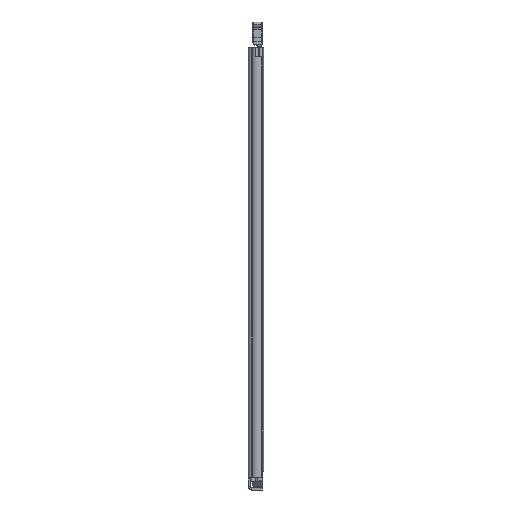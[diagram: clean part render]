
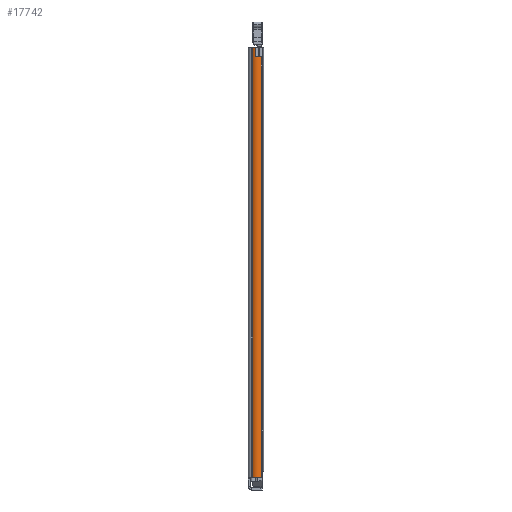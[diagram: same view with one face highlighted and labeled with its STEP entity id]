
A CAD part, front view. The second image highlights one B-rep face of the part: STEP entity #17742.
In plain terms, the highlighted cylindrical face has radius 7.6 mm (diameter 15.2 mm), a partial arc.
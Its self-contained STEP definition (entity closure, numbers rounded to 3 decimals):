
#707 = LINE ( 'NONE', #17327, #17813 ) ;
#1410 = AXIS2_PLACEMENT_3D ( 'NONE', #12174, #3699, #33709 ) ;
#2705 = ORIENTED_EDGE ( 'NONE', *, *, #20535, .F. ) ;
#2771 = CIRCLE ( 'NONE', #34907, 7.6 ) ;
#3699 = DIRECTION ( 'NONE',  ( 0., 0., 1. ) ) ;
#3809 = CARTESIAN_POINT ( 'NONE',  ( 8.413, -37.778, -12.2 ) ) ;
#4431 = VERTEX_POINT ( 'NONE', #3809 ) ;
#4831 = CARTESIAN_POINT ( 'NONE',  ( 10.602, -30.5, 0. ) ) ;
#5014 = EDGE_CURVE ( 'NONE', #4431, #24106, #707, .T. ) ;
#5921 = CIRCLE ( 'NONE', #19488, 7.6 ) ;
#6303 = LINE ( 'NONE', #11597, #16473 ) ;
#6473 = EDGE_CURVE ( 'NONE', #24106, #33635, #5921, .T. ) ;
#8821 = CIRCLE ( 'NONE', #32459, 7.6 ) ;
#9251 = ORIENTED_EDGE ( 'NONE', *, *, #5014, .T. ) ;
#9281 = DIRECTION ( 'NONE',  ( 0., 0., 1. ) ) ;
#10180 = CARTESIAN_POINT ( 'NONE',  ( 16.488, -35.307, -558.8 ) ) ;
#10346 = LINE ( 'NONE', #10180, #25041 ) ;
#11597 = CARTESIAN_POINT ( 'NONE',  ( 5.244, -35.891, -558.8 ) ) ;
#11828 = DIRECTION ( 'NONE',  ( 0., 0., 1. ) ) ;
#12174 = CARTESIAN_POINT ( 'NONE',  ( 10.602, -30.5, -558.8 ) ) ;
#12293 = EDGE_CURVE ( 'NONE', #16214, #34589, #2771, .T. ) ;
#12605 = DIRECTION ( 'NONE',  ( 1., 0., 0. ) ) ;
#12819 = DIRECTION ( 'NONE',  ( 0., 0., 1. ) ) ;
#13633 = EDGE_CURVE ( 'NONE', #16214, #33635, #6303, .T. ) ;
#14251 = DIRECTION ( 'NONE',  ( 0., 0., 1. ) ) ;
#14499 = EDGE_LOOP ( 'NONE', ( #15243, #14502, #2705, #9251, #27442, #26036 ) ) ;
#14502 = ORIENTED_EDGE ( 'NONE', *, *, #17074, .T. ) ;
#15011 = DIRECTION ( 'NONE',  ( 1., 0., 0. ) ) ;
#15243 = ORIENTED_EDGE ( 'NONE', *, *, #12293, .T. ) ;
#16214 = VERTEX_POINT ( 'NONE', #27944 ) ;
#16473 = VECTOR ( 'NONE', #14251, 1000. ) ;
#16855 = VERTEX_POINT ( 'NONE', #33660 ) ;
#17074 = EDGE_CURVE ( 'NONE', #34589, #16855, #10346, .T. ) ;
#17081 = CARTESIAN_POINT ( 'NONE',  ( 8.413, -37.778, 0. ) ) ;
#17327 = CARTESIAN_POINT ( 'NONE',  ( 8.413, -37.778, -558.8 ) ) ;
#17742 = ADVANCED_FACE ( 'NONE', ( #22952 ), #25066, .T. ) ;
#17813 = VECTOR ( 'NONE', #11828, 1000. ) ;
#18934 = CARTESIAN_POINT ( 'NONE',  ( 5.244, -35.891, 0. ) ) ;
#19488 = AXIS2_PLACEMENT_3D ( 'NONE', #4831, #23398, #12605 ) ;
#20535 = EDGE_CURVE ( 'NONE', #4431, #16855, #8821, .T. ) ;
#22494 = CARTESIAN_POINT ( 'NONE',  ( 16.488, -35.307, -542.8 ) ) ;
#22768 = DIRECTION ( 'NONE',  ( 0., 0., 1. ) ) ;
#22952 = FACE_OUTER_BOUND ( 'NONE', #14499, .T. ) ;
#23398 = DIRECTION ( 'NONE',  ( 0., 0., -1. ) ) ;
#23487 = CARTESIAN_POINT ( 'NONE',  ( 10.602, -30.5, -542.8 ) ) ;
#24106 = VERTEX_POINT ( 'NONE', #17081 ) ;
#25041 = VECTOR ( 'NONE', #12819, 1000. ) ;
#25066 = CYLINDRICAL_SURFACE ( 'NONE', #1410, 7.6 ) ;
#26036 = ORIENTED_EDGE ( 'NONE', *, *, #13633, .F. ) ;
#27442 = ORIENTED_EDGE ( 'NONE', *, *, #6473, .T. ) ;
#27944 = CARTESIAN_POINT ( 'NONE',  ( 5.244, -35.891, -542.8 ) ) ;
#30636 = DIRECTION ( 'NONE',  ( 1., 0., 0. ) ) ;
#32459 = AXIS2_PLACEMENT_3D ( 'NONE', #33460, #9281, #30636 ) ;
#33460 = CARTESIAN_POINT ( 'NONE',  ( 10.602, -30.5, -12.2 ) ) ;
#33635 = VERTEX_POINT ( 'NONE', #18934 ) ;
#33660 = CARTESIAN_POINT ( 'NONE',  ( 16.488, -35.307, -12.2 ) ) ;
#33709 = DIRECTION ( 'NONE',  ( 1., 0., 0. ) ) ;
#34589 = VERTEX_POINT ( 'NONE', #22494 ) ;
#34907 = AXIS2_PLACEMENT_3D ( 'NONE', #23487, #22768, #15011 ) ;
